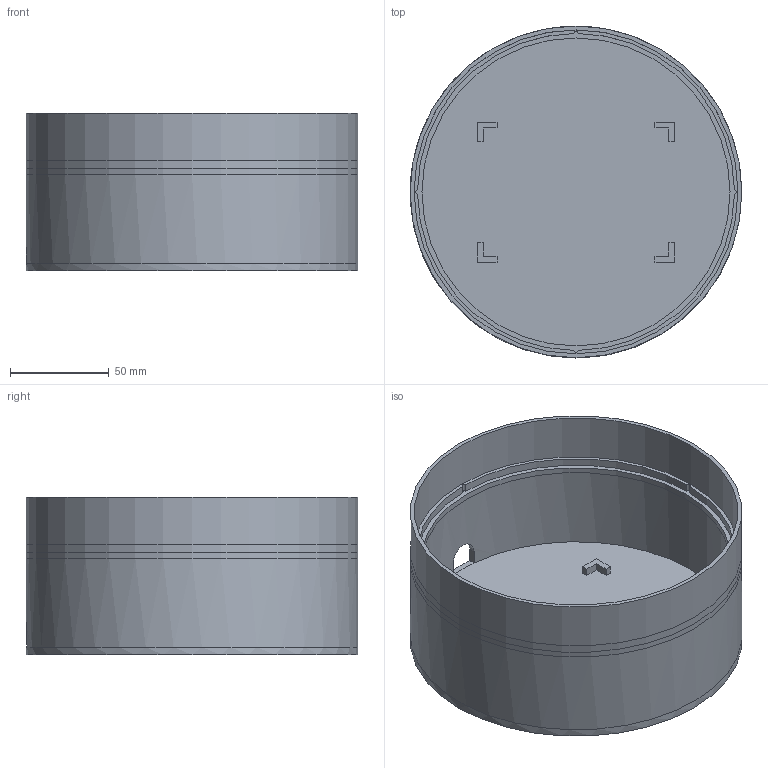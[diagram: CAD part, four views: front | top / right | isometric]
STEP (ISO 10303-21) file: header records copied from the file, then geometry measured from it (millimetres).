
FILE_DESCRIPTION(('FreeCAD Model'),'2;1');
FILE_NAME('Open CASCADE Shape Model','2024-07-10T20:28:55',('Author'),( ''),'Open CASCADE STEP processor 7.6','FreeCAD','Unknown');
FILE_SCHEMA(('AUTOMOTIVE_DESIGN { 1 0 10303 214 1 1 1 1 }'));
Length unit declared in the file: millimetre
Products named in the file (1): Body
Bounding box: 168 x 168 x 80 mm (x, y, z)
Volume: 201800.8 mm3; surface area: 128132.4 mm2
Topology: 1 solids, 1 shells, 55 faces, 134 edges, 87 vertices
Faces by surface type: plane 37, cylinder 17, cone 1
Full cylindrical faces by diameter (mm): 156 x1, 162 x1, 164 x1, 168 x5
Entity records: 1713 total; most frequent: CARTESIAN_POINT 364, DIRECTION 277, ORIENTED_EDGE 268, EDGE_CURVE 134, LINE 97, VECTOR 97, AXIS2_PLACEMENT_3D 90, VERTEX_POINT 87
